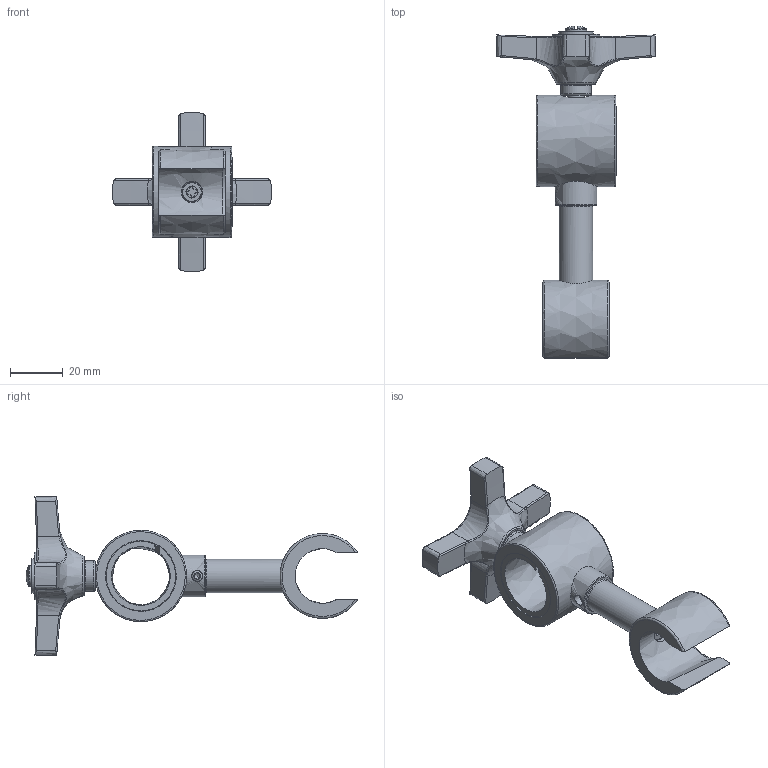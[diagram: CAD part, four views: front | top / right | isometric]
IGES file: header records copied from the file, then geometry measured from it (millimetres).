
Global section: file name: V771-XF; native system: Autodesk Inventor 2018; preprocessor: unknown; author: gwilkes; date: 20180228.113744; units: millimetre
Bounding box: 59.99 x 125.28 x 59.99 mm (x, y, z)
Volume: 42994 mm3; surface area: 26798.5 mm2
Topology: 14 solids, 14 shells, 268 faces, 723 edges, 496 vertices
Faces by surface type: bspline 268
